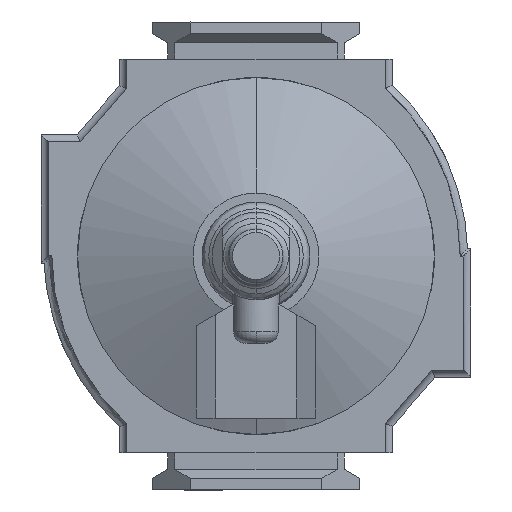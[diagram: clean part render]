
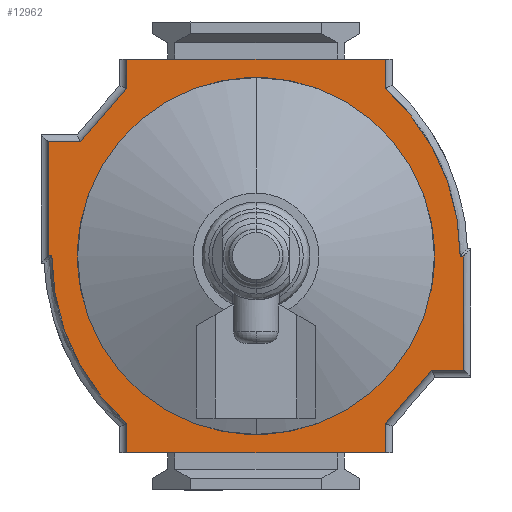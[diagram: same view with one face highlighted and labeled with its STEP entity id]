
A CAD part, front view. The second image highlights one B-rep face of the part: STEP entity #12962.
In plain terms, the highlighted face is planar.
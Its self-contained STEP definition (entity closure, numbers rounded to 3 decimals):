
#105 = PLANE ( 'NONE',  #11281 ) ;
#232 = ORIENTED_EDGE ( 'NONE', *, *, #1783, .F. ) ;
#296 = DIRECTION ( 'NONE',  ( -1., 0., 0. ) ) ;
#354 = LINE ( 'NONE', #7242, #7603 ) ;
#480 = VECTOR ( 'NONE', #296, 1000. ) ;
#482 = VERTEX_POINT ( 'NONE', #3787 ) ;
#662 = VECTOR ( 'NONE', #10667, 1000. ) ;
#979 = DIRECTION ( 'NONE',  ( 0.757, 0., 0.654 ) ) ;
#1407 = VECTOR ( 'NONE', #9960, 1000. ) ;
#1452 = LINE ( 'NONE', #10793, #480 ) ;
#1564 = CARTESIAN_POINT ( 'NONE',  ( -19.5, 0., 30. ) ) ;
#1693 = CARTESIAN_POINT ( 'NONE',  ( 0., 0., 34.9 ) ) ;
#1783 = EDGE_CURVE ( 'NONE', #11923, #12168, #4496, .T. ) ;
#1828 = AXIS2_PLACEMENT_3D ( 'NONE', #7562, #14329, #5111 ) ;
#1941 = ORIENTED_EDGE ( 'NONE', *, *, #9846, .F. ) ;
#2124 = VECTOR ( 'NONE', #7689, 1000. ) ;
#2174 = VECTOR ( 'NONE', #2895, 1000. ) ;
#2203 = EDGE_CURVE ( 'NONE', #6217, #14345, #5269, .T. ) ;
#2244 = FACE_OUTER_BOUND ( 'NONE', #14761, .T. ) ;
#2255 = VERTEX_POINT ( 'NONE', #10488 ) ;
#2292 = VERTEX_POINT ( 'NONE', #3762 ) ;
#2380 = DIRECTION ( 'NONE',  ( 0., 0., -1. ) ) ;
#2441 = CARTESIAN_POINT ( 'NONE',  ( 0., 0., 34.9 ) ) ;
#2556 = VECTOR ( 'NONE', #15012, 1000. ) ;
#2668 = DIRECTION ( 'NONE',  ( 0., 0., 1. ) ) ;
#2895 = DIRECTION ( 'NONE',  ( 0., 0., 1. ) ) ;
#3022 = LINE ( 'NONE', #13398, #2124 ) ;
#3178 = VERTEX_POINT ( 'NONE', #13230 ) ;
#3193 = CARTESIAN_POINT ( 'NONE',  ( 19.5, 0., -30. ) ) ;
#3343 = CARTESIAN_POINT ( 'NONE',  ( 0., 0., -35.5 ) ) ;
#3418 = LINE ( 'NONE', #3193, #6169 ) ;
#3542 = DIRECTION ( 'NONE',  ( 0., 0., 1. ) ) ;
#3569 = CARTESIAN_POINT ( 'NONE',  ( 0., 0., 35.5 ) ) ;
#3762 = CARTESIAN_POINT ( 'NONE',  ( 28.65, 0., -22.1 ) ) ;
#3787 = CARTESIAN_POINT ( 'NONE',  ( 33.65, 0., -22.1 ) ) ;
#3799 = CARTESIAN_POINT ( 'NONE',  ( -33.65, 0., 22.1 ) ) ;
#4062 = CARTESIAN_POINT ( 'NONE',  ( 19.5, 0., -30. ) ) ;
#4496 = LINE ( 'NONE', #3343, #2556 ) ;
#4603 = EDGE_CURVE ( 'NONE', #2255, #9961, #354, .T. ) ;
#4696 = LINE ( 'NONE', #3799, #13216 ) ;
#4751 = DIRECTION ( 'NONE',  ( 0., 1., 0. ) ) ;
#4822 = LINE ( 'NONE', #14127, #662 ) ;
#4969 = EDGE_CURVE ( 'NONE', #14345, #9537, #11036, .T. ) ;
#5016 = DIRECTION ( 'NONE',  ( -1., 0., 0. ) ) ;
#5082 = EDGE_CURVE ( 'NONE', #12168, #12406, #6333, .T. ) ;
#5111 = DIRECTION ( 'NONE',  ( 0., 0., -1. ) ) ;
#5269 = CIRCLE ( 'NONE', #7475, 38.4 ) ;
#5290 = ORIENTED_EDGE ( 'NONE', *, *, #4969, .F. ) ;
#5907 = EDGE_CURVE ( 'NONE', #9537, #10480, #14389, .T. ) ;
#6001 = CARTESIAN_POINT ( 'NONE',  ( 0., 0., -34.9 ) ) ;
#6169 = VECTOR ( 'NONE', #979, 1000. ) ;
#6217 = VERTEX_POINT ( 'NONE', #14870 ) ;
#6236 = ORIENTED_EDGE ( 'NONE', *, *, #4603, .F. ) ;
#6333 = LINE ( 'NONE', #12252, #11796 ) ;
#6451 = CARTESIAN_POINT ( 'NONE',  ( -19.5, 0., 30. ) ) ;
#6676 = VECTOR ( 'NONE', #7245, 1000. ) ;
#7213 = CARTESIAN_POINT ( 'NONE',  ( 0., 0., 35.5 ) ) ;
#7242 = CARTESIAN_POINT ( 'NONE',  ( -28.65, 0., 22.1 ) ) ;
#7244 = EDGE_CURVE ( 'NONE', #10310, #11754, #8407, .T. ) ;
#7245 = DIRECTION ( 'NONE',  ( -1., 0., 0. ) ) ;
#7313 = DIRECTION ( 'NONE',  ( 0., 0., -1. ) ) ;
#7454 = CARTESIAN_POINT ( 'NONE',  ( 0., 0., -35.5 ) ) ;
#7475 = AXIS2_PLACEMENT_3D ( 'NONE', #8047, #12687, #7975 ) ;
#7520 = LINE ( 'NONE', #1564, #1407 ) ;
#7562 = CARTESIAN_POINT ( 'NONE',  ( 0., 0., 3.5 ) ) ;
#7603 = VECTOR ( 'NONE', #5016, 1000. ) ;
#7637 = ORIENTED_EDGE ( 'NONE', *, *, #9929, .F. ) ;
#7689 = DIRECTION ( 'NONE',  ( 1., 0., 0. ) ) ;
#7756 = CARTESIAN_POINT ( 'NONE',  ( 19.5, 0., -35.5 ) ) ;
#7844 = ORIENTED_EDGE ( 'NONE', *, *, #10128, .F. ) ;
#7915 = CARTESIAN_POINT ( 'NONE',  ( -19.5, 0., 35.5 ) ) ;
#7971 = VECTOR ( 'NONE', #2380, 1000. ) ;
#7975 = DIRECTION ( 'NONE',  ( 0., 0., -1. ) ) ;
#8047 = CARTESIAN_POINT ( 'NONE',  ( 0., 0., -3.5 ) ) ;
#8261 = ORIENTED_EDGE ( 'NONE', *, *, #8562, .F. ) ;
#8324 = ORIENTED_EDGE ( 'NONE', *, *, #13640, .F. ) ;
#8407 = CIRCLE ( 'NONE', #1828, 38.4 ) ;
#8562 = EDGE_CURVE ( 'NONE', #2292, #482, #3022, .T. ) ;
#8707 = LINE ( 'NONE', #13413, #2174 ) ;
#8748 = EDGE_CURVE ( 'NONE', #10480, #12482, #4822, .T. ) ;
#8770 = DIRECTION ( 'NONE',  ( 0., 0., 1. ) ) ;
#9427 = ORIENTED_EDGE ( 'NONE', *, *, #7244, .F. ) ;
#9537 = VERTEX_POINT ( 'NONE', #7213 ) ;
#9675 = LINE ( 'NONE', #6001, #7971 ) ;
#9846 = EDGE_CURVE ( 'NONE', #3178, #10310, #12585, .T. ) ;
#9929 = EDGE_CURVE ( 'NONE', #14036, #6217, #1452, .T. ) ;
#9960 = DIRECTION ( 'NONE',  ( -0.757, 0., -0.654 ) ) ;
#9961 = VERTEX_POINT ( 'NONE', #14767 ) ;
#10016 = ORIENTED_EDGE ( 'NONE', *, *, #12402, .F. ) ;
#10128 = EDGE_CURVE ( 'NONE', #9961, #3178, #4696, .T. ) ;
#10213 = ORIENTED_EDGE ( 'NONE', *, *, #12757, .F. ) ;
#10310 = VERTEX_POINT ( 'NONE', #11785 ) ;
#10314 = VECTOR ( 'NONE', #2668, 1000. ) ;
#10480 = VERTEX_POINT ( 'NONE', #7915 ) ;
#10488 = CARTESIAN_POINT ( 'NONE',  ( -28.65, 0., 22.1 ) ) ;
#10667 = DIRECTION ( 'NONE',  ( 0., 0., -1. ) ) ;
#10793 = CARTESIAN_POINT ( 'NONE',  ( 33.65, 0., 22.1 ) ) ;
#11002 = VECTOR ( 'NONE', #11585, 1000. ) ;
#11036 = LINE ( 'NONE', #1693, #10314 ) ;
#11271 = ORIENTED_EDGE ( 'NONE', *, *, #2203, .F. ) ;
#11281 = AXIS2_PLACEMENT_3D ( 'NONE', #14060, #4751, #3542 ) ;
#11585 = DIRECTION ( 'NONE',  ( 1., 0., 0. ) ) ;
#11754 = VERTEX_POINT ( 'NONE', #14899 ) ;
#11785 = CARTESIAN_POINT ( 'NONE',  ( -28.622, 0., -22.1 ) ) ;
#11796 = VECTOR ( 'NONE', #8770, 1000. ) ;
#11825 = EDGE_CURVE ( 'NONE', #11754, #11923, #9675, .T. ) ;
#11923 = VERTEX_POINT ( 'NONE', #7454 ) ;
#12168 = VERTEX_POINT ( 'NONE', #7756 ) ;
#12252 = CARTESIAN_POINT ( 'NONE',  ( 19.5, 0., -35.5 ) ) ;
#12402 = EDGE_CURVE ( 'NONE', #12482, #2255, #7520, .T. ) ;
#12406 = VERTEX_POINT ( 'NONE', #4062 ) ;
#12482 = VERTEX_POINT ( 'NONE', #6451 ) ;
#12585 = LINE ( 'NONE', #12814, #11002 ) ;
#12687 = DIRECTION ( 'NONE',  ( 0., -1., 0. ) ) ;
#12757 = EDGE_CURVE ( 'NONE', #482, #14036, #8707, .T. ) ;
#12814 = CARTESIAN_POINT ( 'NONE',  ( -33.65, 0., -22.1 ) ) ;
#12902 = ORIENTED_EDGE ( 'NONE', *, *, #8748, .F. ) ;
#12962 = ADVANCED_FACE ( 'NONE', ( #2244 ), #105, .T. ) ;
#13216 = VECTOR ( 'NONE', #7313, 1000. ) ;
#13230 = CARTESIAN_POINT ( 'NONE',  ( -33.65, 0., -22.1 ) ) ;
#13398 = CARTESIAN_POINT ( 'NONE',  ( 28.65, 0., -22.1 ) ) ;
#13413 = CARTESIAN_POINT ( 'NONE',  ( 33.65, 0., -22.1 ) ) ;
#13465 = CARTESIAN_POINT ( 'NONE',  ( 33.65, 0., 22.1 ) ) ;
#13640 = EDGE_CURVE ( 'NONE', #12406, #2292, #3418, .T. ) ;
#14036 = VERTEX_POINT ( 'NONE', #13465 ) ;
#14060 = CARTESIAN_POINT ( 'NONE',  ( -34.996, 0., -36.92 ) ) ;
#14127 = CARTESIAN_POINT ( 'NONE',  ( -19.5, 0., 35.5 ) ) ;
#14304 = ORIENTED_EDGE ( 'NONE', *, *, #5907, .F. ) ;
#14329 = DIRECTION ( 'NONE',  ( 0., -1., 0. ) ) ;
#14345 = VERTEX_POINT ( 'NONE', #2441 ) ;
#14359 = ORIENTED_EDGE ( 'NONE', *, *, #11825, .F. ) ;
#14389 = LINE ( 'NONE', #3569, #6676 ) ;
#14603 = ORIENTED_EDGE ( 'NONE', *, *, #5082, .F. ) ;
#14761 = EDGE_LOOP ( 'NONE', ( #10016, #12902, #14304, #5290, #11271, #7637, #10213, #8261, #8324, #14603, #232, #14359, #9427, #1941, #7844, #6236 ) ) ;
#14767 = CARTESIAN_POINT ( 'NONE',  ( -33.65, 0., 22.1 ) ) ;
#14870 = CARTESIAN_POINT ( 'NONE',  ( 28.622, 0., 22.1 ) ) ;
#14899 = CARTESIAN_POINT ( 'NONE',  ( 0., 0., -34.9 ) ) ;
#15012 = DIRECTION ( 'NONE',  ( 1., 0., 0. ) ) ;
